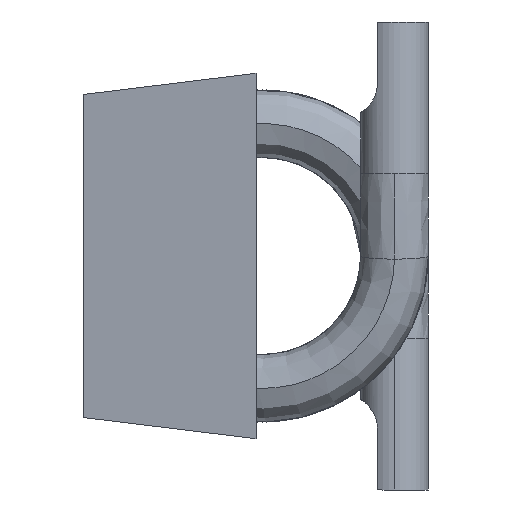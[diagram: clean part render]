
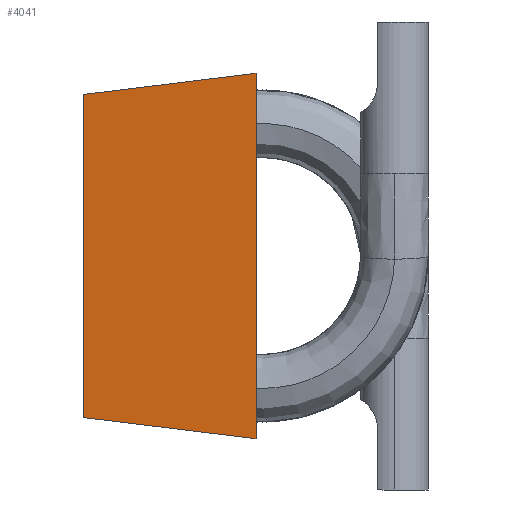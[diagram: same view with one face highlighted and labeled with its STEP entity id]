
A CAD part, left-side view. The second image highlights one B-rep face of the part: STEP entity #4041.
In plain terms, the highlighted planar face has unit normal (-0.993, 0.122, 0).
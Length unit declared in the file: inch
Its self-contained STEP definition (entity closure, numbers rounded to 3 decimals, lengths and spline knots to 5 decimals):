
#11 = DIRECTION ( 'NONE',  ( -0.993, 0.122, 0. ) ) ;
#42 = LINE ( 'NONE', #492, #5037 ) ;
#139 = EDGE_CURVE ( 'NONE', #545, #1648, #1369, .T. ) ;
#173 = ORIENTED_EDGE ( 'NONE', *, *, #2113, .T. ) ;
#392 = CARTESIAN_POINT ( 'NONE',  ( -0.00625, 0.114, -0.0535 ) ) ;
#436 = CARTESIAN_POINT ( 'NONE',  ( -0.00625, 0.114, 0.0535 ) ) ;
#492 = CARTESIAN_POINT ( 'NONE',  ( -0.01325, 0.057, -0.0605 ) ) ;
#497 = CARTESIAN_POINT ( 'NONE',  ( -0.01325, 0.057, -0.74815 ) ) ;
#522 = DIRECTION ( 'NONE',  ( 0.121, 0.985, 0.121 ) ) ;
#545 = VERTEX_POINT ( 'NONE', #1168 ) ;
#759 = LINE ( 'NONE', #4138, #5164 ) ;
#785 = EDGE_LOOP ( 'NONE', ( #3023, #3549, #2227, #173 ) ) ;
#849 = DIRECTION ( 'NONE',  ( -0.122, -0.993, 0. ) ) ;
#1168 = CARTESIAN_POINT ( 'NONE',  ( -0.01325, 0.057, 0.0605 ) ) ;
#1336 = AXIS2_PLACEMENT_3D ( 'NONE', #436, #11, #849 ) ;
#1369 = LINE ( 'NONE', #497, #4089 ) ;
#1450 = CARTESIAN_POINT ( 'NONE',  ( -0.01325, 0.057, -0.0605 ) ) ;
#1648 = VERTEX_POINT ( 'NONE', #1450 ) ;
#1996 = PLANE ( 'NONE',  #1336 ) ;
#2069 = CARTESIAN_POINT ( 'NONE',  ( -0.00625, 0.114, 0.0535 ) ) ;
#2113 = EDGE_CURVE ( 'NONE', #545, #4489, #759, .T. ) ;
#2227 = ORIENTED_EDGE ( 'NONE', *, *, #139, .F. ) ;
#2335 = FACE_OUTER_BOUND ( 'NONE', #785, .T. ) ;
#3020 = DIRECTION ( 'NONE',  ( 0., 0., -1. ) ) ;
#3023 = ORIENTED_EDGE ( 'NONE', *, *, #5134, .T. ) ;
#3295 = DIRECTION ( 'NONE',  ( 0.121, 0.985, -0.121 ) ) ;
#3395 = CARTESIAN_POINT ( 'NONE',  ( -0.00625, 0.114, 0.0535 ) ) ;
#3549 = ORIENTED_EDGE ( 'NONE', *, *, #5232, .F. ) ;
#3902 = LINE ( 'NONE', #3395, #4973 ) ;
#4041 = ADVANCED_FACE ( 'NONE', ( #2335 ), #1996, .T. ) ;
#4089 = VECTOR ( 'NONE', #4185, 39.37008 ) ;
#4138 = CARTESIAN_POINT ( 'NONE',  ( -0.01325, 0.057, 0.0605 ) ) ;
#4185 = DIRECTION ( 'NONE',  ( 0., 0., -1. ) ) ;
#4489 = VERTEX_POINT ( 'NONE', #2069 ) ;
#4552 = VERTEX_POINT ( 'NONE', #392 ) ;
#4973 = VECTOR ( 'NONE', #3020, 39.37008 ) ;
#5037 = VECTOR ( 'NONE', #522, 39.37008 ) ;
#5134 = EDGE_CURVE ( 'NONE', #4489, #4552, #3902, .T. ) ;
#5164 = VECTOR ( 'NONE', #3295, 39.37008 ) ;
#5232 = EDGE_CURVE ( 'NONE', #1648, #4552, #42, .T. ) ;
